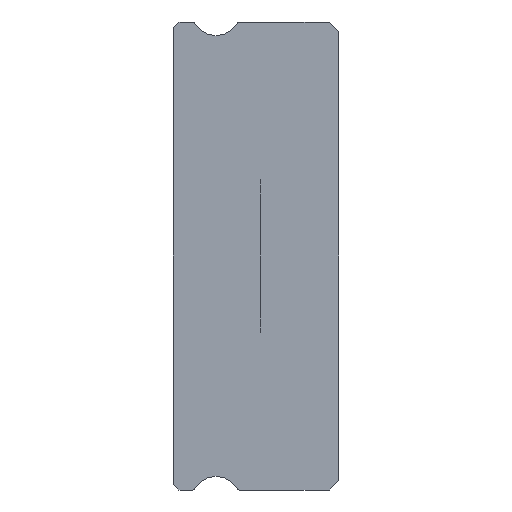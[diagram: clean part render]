
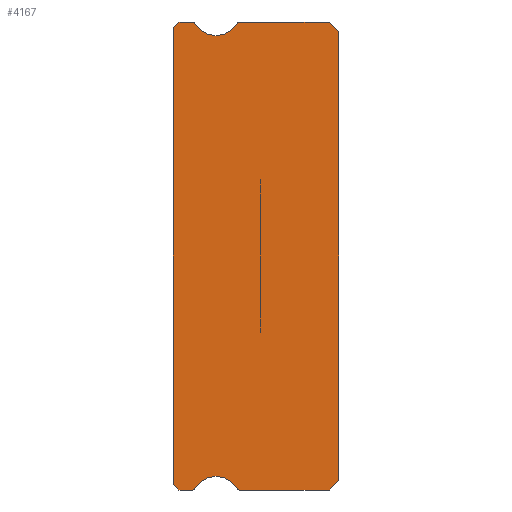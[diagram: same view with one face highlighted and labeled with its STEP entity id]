
A CAD part, left-side view. The second image highlights one B-rep face of the part: STEP entity #4167.
In plain terms, the highlighted planar face has unit normal (-1, 0, 0).
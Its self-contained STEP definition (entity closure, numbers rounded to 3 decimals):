
#59 = CARTESIAN_POINT ( 'NONE',  ( -5., 0.5, -12. ) ) ;
#63 = DIRECTION ( 'NONE',  ( 0., 0., -1. ) ) ;
#109 = LINE ( 'NONE', #3307, #2793 ) ;
#195 = CARTESIAN_POINT ( 'NONE',  ( -5., 8.2, 12. ) ) ;
#249 = VECTOR ( 'NONE', #3847, 1000. ) ;
#308 = AXIS2_PLACEMENT_3D ( 'NONE', #3133, #4331, #2026 ) ;
#382 = EDGE_CURVE ( 'NONE', #2626, #3984, #109, .T. ) ;
#386 = VERTEX_POINT ( 'NONE', #1822 ) ;
#402 = CIRCLE ( 'NONE', #804, 0.15 ) ;
#407 = VECTOR ( 'NONE', #2399, 1000. ) ;
#445 = ORIENTED_EDGE ( 'NONE', *, *, #4662, .F. ) ;
#465 = CIRCLE ( 'NONE', #308, 1.25 ) ;
#485 = CARTESIAN_POINT ( 'NONE',  ( -5., 0., -11.5 ) ) ;
#533 = VERTEX_POINT ( 'NONE', #551 ) ;
#536 = CIRCLE ( 'NONE', #4033, 0.15 ) ;
#551 = CARTESIAN_POINT ( 'NONE',  ( -5., 5.217, -11.925 ) ) ;
#659 = LINE ( 'NONE', #1911, #249 ) ;
#663 = ORIENTED_EDGE ( 'NONE', *, *, #4686, .T. ) ;
#804 = AXIS2_PLACEMENT_3D ( 'NONE', #2606, #2156, #4918 ) ;
#883 = EDGE_CURVE ( 'NONE', #2291, #4865, #402, .T. ) ;
#967 = EDGE_CURVE ( 'NONE', #1357, #4541, #2317, .T. ) ;
#1055 = DIRECTION ( 'NONE',  ( 0., 0., 1. ) ) ;
#1128 = EDGE_CURVE ( 'NONE', #5143, #3586, #659, .T. ) ;
#1174 = EDGE_CURVE ( 'NONE', #2364, #1975, #1645, .T. ) ;
#1177 = DIRECTION ( 'NONE',  ( -1., 0., 0. ) ) ;
#1180 = CARTESIAN_POINT ( 'NONE',  ( -5., 7.383, -11.925 ) ) ;
#1244 = CARTESIAN_POINT ( 'NONE',  ( -5., 5.088, -11.85 ) ) ;
#1246 = DIRECTION ( 'NONE',  ( 0., -0.707, -0.707 ) ) ;
#1272 = FACE_OUTER_BOUND ( 'NONE', #4310, .T. ) ;
#1340 = DIRECTION ( 'NONE',  ( 0., 0., 1. ) ) ;
#1357 = VERTEX_POINT ( 'NONE', #1432 ) ;
#1368 = CARTESIAN_POINT ( 'NONE',  ( -5., 7.383, 11.925 ) ) ;
#1376 = CARTESIAN_POINT ( 'NONE',  ( -5., 7.512, 11.85 ) ) ;
#1381 = DIRECTION ( 'NONE',  ( 0., -0.707, -0.707 ) ) ;
#1432 = CARTESIAN_POINT ( 'NONE',  ( -5., 5.088, 12. ) ) ;
#1494 = EDGE_CURVE ( 'NONE', #386, #5143, #2864, .T. ) ;
#1560 = DIRECTION ( 'NONE',  ( 1., 0., 0. ) ) ;
#1562 = CARTESIAN_POINT ( 'NONE',  ( -5., 5.088, 11.85 ) ) ;
#1570 = DIRECTION ( 'NONE',  ( 0., 0., -1. ) ) ;
#1614 = VECTOR ( 'NONE', #1381, 1000. ) ;
#1633 = VERTEX_POINT ( 'NONE', #3693 ) ;
#1639 = LINE ( 'NONE', #3230, #2797 ) ;
#1645 = CIRCLE ( 'NONE', #2573, 1.25 ) ;
#1686 = ORIENTED_EDGE ( 'NONE', *, *, #2451, .T. ) ;
#1701 = DIRECTION ( 'NONE',  ( 0., 1., 0. ) ) ;
#1809 = ORIENTED_EDGE ( 'NONE', *, *, #1494, .F. ) ;
#1822 = CARTESIAN_POINT ( 'NONE',  ( -5., 0., -11.5 ) ) ;
#1874 = CIRCLE ( 'NONE', #3792, 0.15 ) ;
#1911 = CARTESIAN_POINT ( 'NONE',  ( -5., 7.512, -12. ) ) ;
#1914 = CARTESIAN_POINT ( 'NONE',  ( -5., 6.3, 11.3 ) ) ;
#1934 = ORIENTED_EDGE ( 'NONE', *, *, #967, .F. ) ;
#1958 = ORIENTED_EDGE ( 'NONE', *, *, #4773, .F. ) ;
#1975 = VERTEX_POINT ( 'NONE', #2348 ) ;
#2026 = DIRECTION ( 'NONE',  ( 0., 0., -1. ) ) ;
#2029 = EDGE_CURVE ( 'NONE', #4708, #3984, #2504, .T. ) ;
#2031 = CARTESIAN_POINT ( 'NONE',  ( -5., 5.088, -12. ) ) ;
#2091 = VERTEX_POINT ( 'NONE', #1368 ) ;
#2108 = CARTESIAN_POINT ( 'NONE',  ( -5., 0., 11.5 ) ) ;
#2125 = DIRECTION ( 'NONE',  ( 0., -1., 0. ) ) ;
#2156 = DIRECTION ( 'NONE',  ( 1., 0., 0. ) ) ;
#2291 = VERTEX_POINT ( 'NONE', #1180 ) ;
#2304 = ORIENTED_EDGE ( 'NONE', *, *, #4262, .T. ) ;
#2313 = ORIENTED_EDGE ( 'NONE', *, *, #3231, .F. ) ;
#2317 = LINE ( 'NONE', #5046, #3475 ) ;
#2345 = ORIENTED_EDGE ( 'NONE', *, *, #382, .F. ) ;
#2348 = CARTESIAN_POINT ( 'NONE',  ( -5., 5.217, 11.925 ) ) ;
#2364 = VERTEX_POINT ( 'NONE', #1914 ) ;
#2383 = AXIS2_PLACEMENT_3D ( 'NONE', #4530, #4155, #63 ) ;
#2399 = DIRECTION ( 'NONE',  ( 0., 0.707, -0.707 ) ) ;
#2451 = EDGE_CURVE ( 'NONE', #1633, #4865, #2896, .T. ) ;
#2504 = LINE ( 'NONE', #2790, #407 ) ;
#2573 = AXIS2_PLACEMENT_3D ( 'NONE', #3045, #1177, #1570 ) ;
#2597 = EDGE_CURVE ( 'NONE', #386, #4610, #4995, .T. ) ;
#2600 = CARTESIAN_POINT ( 'NONE',  ( -5., 8.5, 11.7 ) ) ;
#2606 = CARTESIAN_POINT ( 'NONE',  ( -5., 7.512, -11.85 ) ) ;
#2626 = VERTEX_POINT ( 'NONE', #4165 ) ;
#2681 = ORIENTED_EDGE ( 'NONE', *, *, #1174, .F. ) ;
#2683 = VERTEX_POINT ( 'NONE', #3981 ) ;
#2790 = CARTESIAN_POINT ( 'NONE',  ( -5., 8.5, 11.7 ) ) ;
#2793 = VECTOR ( 'NONE', #1340, 1000. ) ;
#2797 = VECTOR ( 'NONE', #1246, 1000. ) ;
#2853 = PLANE ( 'NONE',  #3715 ) ;
#2864 = LINE ( 'NONE', #485, #4225 ) ;
#2896 = LINE ( 'NONE', #4031, #3740 ) ;
#2959 = CARTESIAN_POINT ( 'NONE',  ( -5., 7.512, 11.85 ) ) ;
#2980 = DIRECTION ( 'NONE',  ( 1., 0., 0. ) ) ;
#3003 = EDGE_CURVE ( 'NONE', #3586, #533, #3781, .T. ) ;
#3033 = AXIS2_PLACEMENT_3D ( 'NONE', #1244, #1560, #3173 ) ;
#3045 = CARTESIAN_POINT ( 'NONE',  ( -5., 6.3, 12.55 ) ) ;
#3133 = CARTESIAN_POINT ( 'NONE',  ( -5., 6.3, 12.55 ) ) ;
#3173 = DIRECTION ( 'NONE',  ( 0., 0., -1. ) ) ;
#3202 = CIRCLE ( 'NONE', #2383, 1.25 ) ;
#3229 = ORIENTED_EDGE ( 'NONE', *, *, #4403, .F. ) ;
#3230 = CARTESIAN_POINT ( 'NONE',  ( -5., 8.2, -12. ) ) ;
#3231 = EDGE_CURVE ( 'NONE', #2683, #2091, #536, .T. ) ;
#3307 = CARTESIAN_POINT ( 'NONE',  ( -5., 8.5, 11.85 ) ) ;
#3475 = VECTOR ( 'NONE', #4291, 1000. ) ;
#3479 = CARTESIAN_POINT ( 'NONE',  ( -5., 0., 11.5 ) ) ;
#3586 = VERTEX_POINT ( 'NONE', #2031 ) ;
#3629 = CARTESIAN_POINT ( 'NONE',  ( -5., 7.512, -12. ) ) ;
#3693 = CARTESIAN_POINT ( 'NONE',  ( -5., 8.2, -12. ) ) ;
#3714 = LINE ( 'NONE', #4487, #4601 ) ;
#3715 = AXIS2_PLACEMENT_3D ( 'NONE', #2959, #3761, #4934 ) ;
#3740 = VECTOR ( 'NONE', #2125, 1000. ) ;
#3761 = DIRECTION ( 'NONE',  ( 1., 0., 0. ) ) ;
#3781 = CIRCLE ( 'NONE', #3033, 0.15 ) ;
#3792 = AXIS2_PLACEMENT_3D ( 'NONE', #1562, #3918, #4679 ) ;
#3838 = ORIENTED_EDGE ( 'NONE', *, *, #2029, .T. ) ;
#3847 = DIRECTION ( 'NONE',  ( 0., 1., 0. ) ) ;
#3917 = VECTOR ( 'NONE', #1055, 1000. ) ;
#3918 = DIRECTION ( 'NONE',  ( 1., 0., 0. ) ) ;
#3981 = CARTESIAN_POINT ( 'NONE',  ( -5., 7.512, 12. ) ) ;
#3984 = VERTEX_POINT ( 'NONE', #2600 ) ;
#3993 = CARTESIAN_POINT ( 'NONE',  ( -5., 0.5, 12. ) ) ;
#4015 = EDGE_CURVE ( 'NONE', #2091, #2364, #465, .T. ) ;
#4031 = CARTESIAN_POINT ( 'NONE',  ( -5., 7.512, -12. ) ) ;
#4033 = AXIS2_PLACEMENT_3D ( 'NONE', #1376, #2980, #4553 ) ;
#4155 = DIRECTION ( 'NONE',  ( -1., 0., 0. ) ) ;
#4165 = CARTESIAN_POINT ( 'NONE',  ( -5., 8.5, -11.7 ) ) ;
#4167 = ADVANCED_FACE ( 'NONE', ( #1272 ), #2853, .F. ) ;
#4225 = VECTOR ( 'NONE', #4471, 1000. ) ;
#4232 = CARTESIAN_POINT ( 'NONE',  ( -5., 0.5, 12. ) ) ;
#4262 = EDGE_CURVE ( 'NONE', #2683, #4708, #3714, .T. ) ;
#4291 = DIRECTION ( 'NONE',  ( 0., -1., 0. ) ) ;
#4310 = EDGE_LOOP ( 'NONE', ( #2345, #663, #1686, #4903, #445, #5068, #4583, #1809, #4424, #3229, #1934, #1958, #2681, #4707, #2313, #2304, #3838 ) ) ;
#4331 = DIRECTION ( 'NONE',  ( -1., 0., 0. ) ) ;
#4403 = EDGE_CURVE ( 'NONE', #4541, #4610, #4960, .T. ) ;
#4424 = ORIENTED_EDGE ( 'NONE', *, *, #2597, .T. ) ;
#4471 = DIRECTION ( 'NONE',  ( 0., 0.707, -0.707 ) ) ;
#4487 = CARTESIAN_POINT ( 'NONE',  ( -5., 8.2, 12. ) ) ;
#4530 = CARTESIAN_POINT ( 'NONE',  ( -5., 6.3, -12.55 ) ) ;
#4541 = VERTEX_POINT ( 'NONE', #3993 ) ;
#4553 = DIRECTION ( 'NONE',  ( 0., 0., -1. ) ) ;
#4583 = ORIENTED_EDGE ( 'NONE', *, *, #1128, .F. ) ;
#4601 = VECTOR ( 'NONE', #1701, 1000. ) ;
#4610 = VERTEX_POINT ( 'NONE', #2108 ) ;
#4662 = EDGE_CURVE ( 'NONE', #533, #2291, #3202, .T. ) ;
#4679 = DIRECTION ( 'NONE',  ( 0., 0., -1. ) ) ;
#4686 = EDGE_CURVE ( 'NONE', #2626, #1633, #1639, .T. ) ;
#4707 = ORIENTED_EDGE ( 'NONE', *, *, #4015, .F. ) ;
#4708 = VERTEX_POINT ( 'NONE', #195 ) ;
#4773 = EDGE_CURVE ( 'NONE', #1975, #1357, #1874, .T. ) ;
#4865 = VERTEX_POINT ( 'NONE', #3629 ) ;
#4903 = ORIENTED_EDGE ( 'NONE', *, *, #883, .F. ) ;
#4918 = DIRECTION ( 'NONE',  ( 0., 0., -1. ) ) ;
#4934 = DIRECTION ( 'NONE',  ( 0., 0., -1. ) ) ;
#4960 = LINE ( 'NONE', #4232, #1614 ) ;
#4995 = LINE ( 'NONE', #3479, #3917 ) ;
#5046 = CARTESIAN_POINT ( 'NONE',  ( -5., 7.512, 12. ) ) ;
#5068 = ORIENTED_EDGE ( 'NONE', *, *, #3003, .F. ) ;
#5143 = VERTEX_POINT ( 'NONE', #59 ) ;
